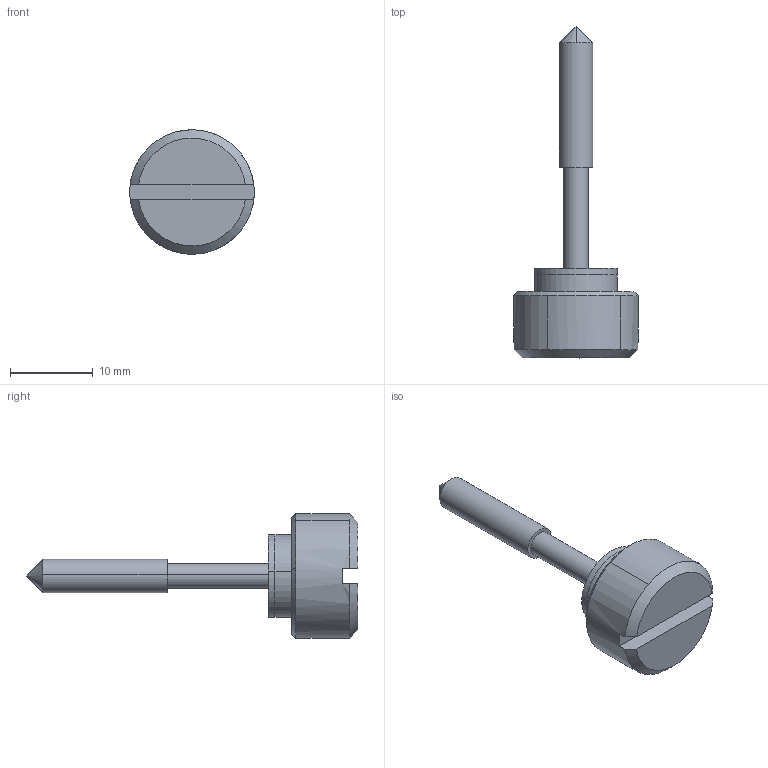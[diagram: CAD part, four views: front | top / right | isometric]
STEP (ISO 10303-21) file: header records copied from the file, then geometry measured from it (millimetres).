
FILE_DESCRIPTION((''),'2;1');
FILE_NAME('','2005-07-15T15:11:54',(''),(''),'','CADfix','');
FILE_SCHEMA(('AUTOMOTIVE_DESIGN'));
Length unit declared in the file: millimetre
Products named in the file (3): washer; knob; TL_215_2_25786_36
Assembly tree (2 placements, depth 2):
  TL_215_2_25786_36
    washer
    knob
Bounding box: 15 x 40 x 15 mm (x, y, z)
Volume: 1837.4 mm3; surface area: 1296 mm2
Topology: 2 solids, 2 shells, 38 faces, 114 edges, 81 vertices
Faces by surface type: bspline 38
Entity records: 1427 total; most frequent: CARTESIAN_POINT 742, ORIENTED_EDGE 224, EDGE_CURVE 112, VERTEX_POINT 81, QUASI_UNIFORM_CURVE 50, EDGE_LOOP 43, FACE_OUTER_BOUND 38, ADVANCED_FACE 38
